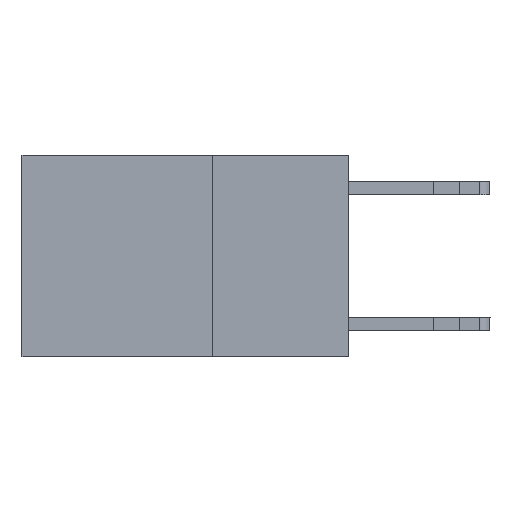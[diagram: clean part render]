
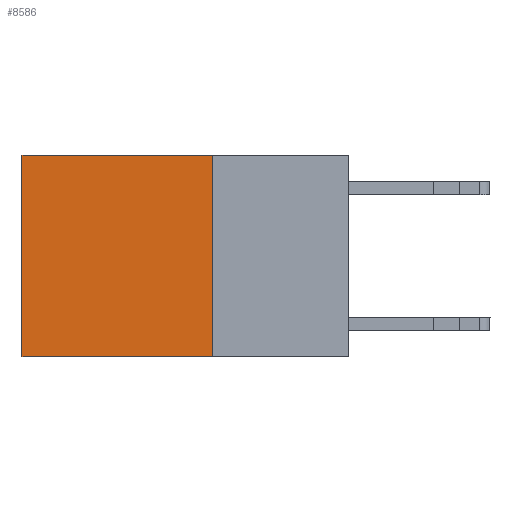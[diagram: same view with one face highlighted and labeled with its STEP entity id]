
A CAD part, left-side view. The second image highlights one B-rep face of the part: STEP entity #8586.
In plain terms, the highlighted planar face has unit normal (-1, 0, 0).
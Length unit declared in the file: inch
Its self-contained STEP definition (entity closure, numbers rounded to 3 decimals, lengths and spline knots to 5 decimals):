
#82 = DIRECTION ( 'NONE',  ( 0., 0., -1. ) ) ;
#821 = VERTEX_POINT ( 'NONE', #11461 ) ;
#1241 = VECTOR ( 'NONE', #9086, 39.37008 ) ;
#1576 = ORIENTED_EDGE ( 'NONE', *, *, #3847, .F. ) ;
#2669 = ORIENTED_EDGE ( 'NONE', *, *, #8753, .T. ) ;
#2956 = LINE ( 'NONE', #6057, #10721 ) ;
#2986 = CARTESIAN_POINT ( 'NONE',  ( 0.2625, 0.25, 0. ) ) ;
#3847 = EDGE_CURVE ( 'NONE', #8358, #4821, #5369, .T. ) ;
#3955 = CARTESIAN_POINT ( 'NONE',  ( 0.2625, 0.6, -0.37 ) ) ;
#4304 = CARTESIAN_POINT ( 'NONE',  ( 0.2625, 0.25, -0.37 ) ) ;
#4461 = CARTESIAN_POINT ( 'NONE',  ( 0.2625, 0.25, 0. ) ) ;
#4733 = EDGE_CURVE ( 'NONE', #8358, #821, #8229, .T. ) ;
#4821 = VERTEX_POINT ( 'NONE', #5568 ) ;
#4828 = FACE_OUTER_BOUND ( 'NONE', #6787, .T. ) ;
#5369 = LINE ( 'NONE', #2986, #7650 ) ;
#5426 = DIRECTION ( 'NONE',  ( 0., 0., -1. ) ) ;
#5568 = CARTESIAN_POINT ( 'NONE',  ( 0.2625, 0.25, -0.37 ) ) ;
#5995 = CARTESIAN_POINT ( 'NONE',  ( 0.2625, 0.25, 0. ) ) ;
#6057 = CARTESIAN_POINT ( 'NONE',  ( 0.2625, 0.6, 0. ) ) ;
#6516 = AXIS2_PLACEMENT_3D ( 'NONE', #10281, #11253, #5426 ) ;
#6782 = ORIENTED_EDGE ( 'NONE', *, *, #4733, .T. ) ;
#6787 = EDGE_LOOP ( 'NONE', ( #2669, #9212, #1576, #6782 ) ) ;
#6810 = LINE ( 'NONE', #4304, #1241 ) ;
#7650 = VECTOR ( 'NONE', #10773, 39.37008 ) ;
#7799 = EDGE_CURVE ( 'NONE', #4821, #8631, #6810, .T. ) ;
#8229 = LINE ( 'NONE', #4461, #11876 ) ;
#8312 = PLANE ( 'NONE',  #6516 ) ;
#8358 = VERTEX_POINT ( 'NONE', #5995 ) ;
#8586 = ADVANCED_FACE ( 'NONE', ( #4828 ), #8312, .F. ) ;
#8631 = VERTEX_POINT ( 'NONE', #3955 ) ;
#8753 = EDGE_CURVE ( 'NONE', #821, #8631, #2956, .T. ) ;
#9086 = DIRECTION ( 'NONE',  ( 0., 1., 0. ) ) ;
#9212 = ORIENTED_EDGE ( 'NONE', *, *, #7799, .F. ) ;
#10250 = DIRECTION ( 'NONE',  ( 0., 1., 0. ) ) ;
#10281 = CARTESIAN_POINT ( 'NONE',  ( 0.2625, 0.25, 0. ) ) ;
#10721 = VECTOR ( 'NONE', #82, 39.37008 ) ;
#10773 = DIRECTION ( 'NONE',  ( 0., 0., -1. ) ) ;
#11253 = DIRECTION ( 'NONE',  ( 1., 0., 0. ) ) ;
#11461 = CARTESIAN_POINT ( 'NONE',  ( 0.2625, 0.6, 0. ) ) ;
#11876 = VECTOR ( 'NONE', #10250, 39.37008 ) ;
